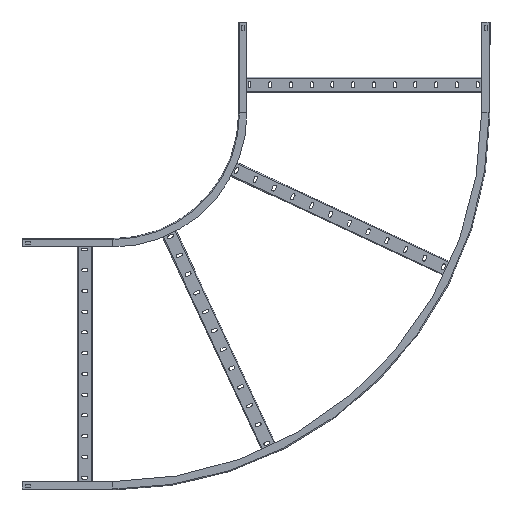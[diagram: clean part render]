
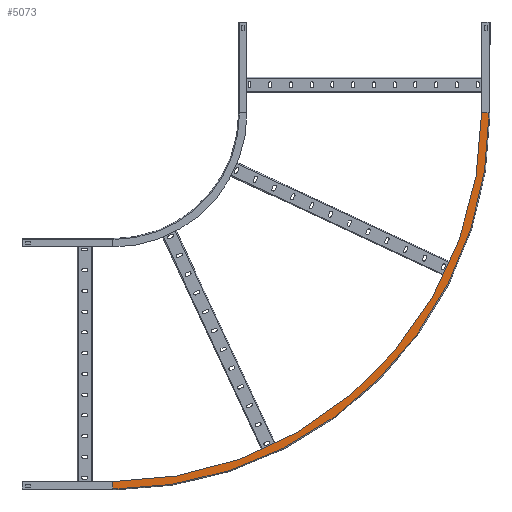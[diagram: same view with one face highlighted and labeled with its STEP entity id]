
A CAD part, front view. The second image highlights one B-rep face of the part: STEP entity #5073.
In plain terms, the highlighted planar face has unit normal (0, -1, 0).
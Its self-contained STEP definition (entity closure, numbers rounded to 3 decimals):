
#263 = ORIENTED_EDGE ( 'NONE', *, *, #6215, .F. ) ;
#279 = CARTESIAN_POINT ( 'NONE',  ( 897.8, 0., 0. ) ) ;
#360 = AXIS2_PLACEMENT_3D ( 'NONE', #8495, #1778, #1695 ) ;
#483 = VERTEX_POINT ( 'NONE', #2053 ) ;
#570 = CARTESIAN_POINT ( 'NONE',  ( 880., 0., 0. ) ) ;
#1691 = VERTEX_POINT ( 'NONE', #6828 ) ;
#1695 = DIRECTION ( 'NONE',  ( 1., 0., 0. ) ) ;
#1778 = DIRECTION ( 'NONE',  ( 0., 1., 0. ) ) ;
#1964 = DIRECTION ( 'NONE',  ( 1., 0., 0. ) ) ;
#2053 = CARTESIAN_POINT ( 'NONE',  ( 0., 0., -897.8 ) ) ;
#2080 = CARTESIAN_POINT ( 'NONE',  ( 880., 0., 0. ) ) ;
#2085 = EDGE_CURVE ( 'NONE', #4605, #1691, #3049, .T. ) ;
#2151 = ORIENTED_EDGE ( 'NONE', *, *, #2085, .T. ) ;
#2168 = FACE_OUTER_BOUND ( 'NONE', #4118, .T. ) ;
#2470 = VECTOR ( 'NONE', #5915, 1000. ) ;
#3049 = CIRCLE ( 'NONE', #6461, 880. ) ;
#3337 = DIRECTION ( 'NONE',  ( 0., 1., 0. ) ) ;
#3906 = PLANE ( 'NONE',  #7987 ) ;
#4118 = EDGE_LOOP ( 'NONE', ( #263, #8626, #2151, #7535 ) ) ;
#4269 = LINE ( 'NONE', #8580, #2470 ) ;
#4605 = VERTEX_POINT ( 'NONE', #2080 ) ;
#5073 = ADVANCED_FACE ( 'NONE', ( #2168 ), #3906, .F. ) ;
#5128 = CARTESIAN_POINT ( 'NONE',  ( 880., 0., 0. ) ) ;
#5538 = EDGE_CURVE ( 'NONE', #1691, #483, #4269, .T. ) ;
#5595 = VECTOR ( 'NONE', #7841, 1000. ) ;
#5915 = DIRECTION ( 'NONE',  ( 0., 0., -1. ) ) ;
#6017 = DIRECTION ( 'NONE',  ( 0., 1., 0. ) ) ;
#6062 = VERTEX_POINT ( 'NONE', #279 ) ;
#6215 = EDGE_CURVE ( 'NONE', #6062, #483, #7539, .T. ) ;
#6461 = AXIS2_PLACEMENT_3D ( 'NONE', #8682, #6017, #1964 ) ;
#6650 = LINE ( 'NONE', #5128, #5595 ) ;
#6828 = CARTESIAN_POINT ( 'NONE',  ( 0., 0., -880. ) ) ;
#7271 = DIRECTION ( 'NONE',  ( 0., 0., 1. ) ) ;
#7535 = ORIENTED_EDGE ( 'NONE', *, *, #5538, .T. ) ;
#7539 = CIRCLE ( 'NONE', #360, 897.8 ) ;
#7841 = DIRECTION ( 'NONE',  ( 1., 0., 0. ) ) ;
#7987 = AXIS2_PLACEMENT_3D ( 'NONE', #570, #3337, #7271 ) ;
#8495 = CARTESIAN_POINT ( 'NONE',  ( 0., 0., 0. ) ) ;
#8522 = EDGE_CURVE ( 'NONE', #4605, #6062, #6650, .T. ) ;
#8580 = CARTESIAN_POINT ( 'NONE',  ( 0., 0., -880. ) ) ;
#8626 = ORIENTED_EDGE ( 'NONE', *, *, #8522, .F. ) ;
#8682 = CARTESIAN_POINT ( 'NONE',  ( 0., 0., 0. ) ) ;
